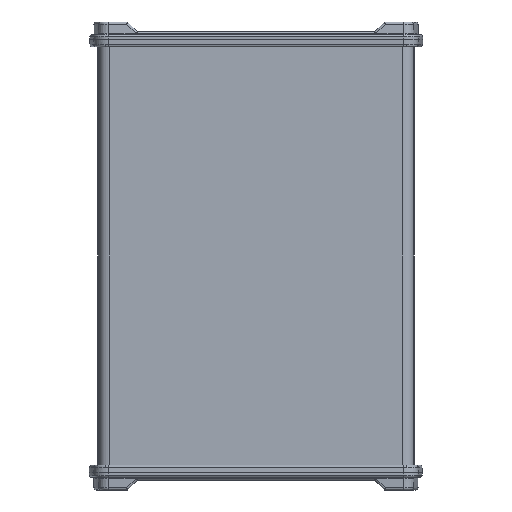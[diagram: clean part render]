
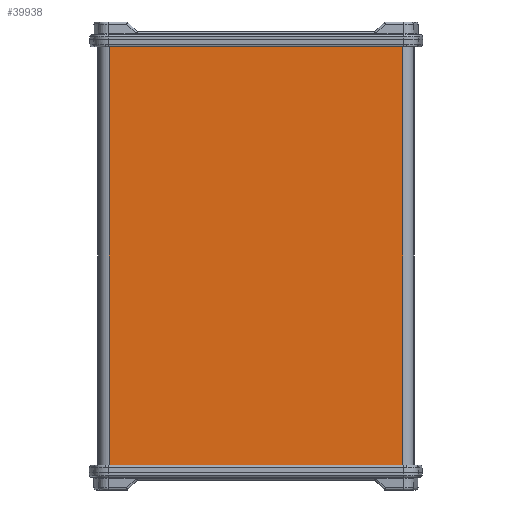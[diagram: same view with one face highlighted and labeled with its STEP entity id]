
A CAD part, front view. The second image highlights one B-rep face of the part: STEP entity #39938.
In plain terms, the highlighted planar face has unit normal (0, -1, 0).
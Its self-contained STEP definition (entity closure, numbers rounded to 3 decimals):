
#1765 = FACE_OUTER_BOUND ( 'NONE', #16625, .T. ) ;
#3823 = VECTOR ( 'NONE', #24040, 1000. ) ;
#4579 = CARTESIAN_POINT ( 'NONE',  ( -69.11, -32.2, 100. ) ) ;
#4651 = CARTESIAN_POINT ( 'NONE',  ( -69.11, -32.2, 100. ) ) ;
#4875 = VERTEX_POINT ( 'NONE', #38807 ) ;
#7744 = DIRECTION ( 'NONE',  ( 0., 0., -1. ) ) ;
#8397 = LINE ( 'NONE', #4579, #23242 ) ;
#9780 = DIRECTION ( 'NONE',  ( 1., 0., 0. ) ) ;
#11347 = VERTEX_POINT ( 'NONE', #33868 ) ;
#11514 = DIRECTION ( 'NONE',  ( 0., 1., 0. ) ) ;
#12346 = EDGE_CURVE ( 'NONE', #22370, #4875, #8397, .T. ) ;
#13786 = CARTESIAN_POINT ( 'NONE',  ( 69.11, -32.2, 100. ) ) ;
#16625 = EDGE_LOOP ( 'NONE', ( #33894, #37408, #22552, #21299 ) ) ;
#19450 = VERTEX_POINT ( 'NONE', #25992 ) ;
#20227 = AXIS2_PLACEMENT_3D ( 'NONE', #20949, #11514, #33680 ) ;
#20949 = CARTESIAN_POINT ( 'NONE',  ( -69.11, -32.2, 100. ) ) ;
#21299 = ORIENTED_EDGE ( 'NONE', *, *, #12346, .T. ) ;
#22370 = VERTEX_POINT ( 'NONE', #4651 ) ;
#22552 = ORIENTED_EDGE ( 'NONE', *, *, #28521, .F. ) ;
#23242 = VECTOR ( 'NONE', #7744, 1000. ) ;
#24040 = DIRECTION ( 'NONE',  ( 1., 0., 0. ) ) ;
#25400 = CARTESIAN_POINT ( 'NONE',  ( -69.11, -32.2, 100. ) ) ;
#25992 = CARTESIAN_POINT ( 'NONE',  ( 69.11, -32.2, -100. ) ) ;
#26121 = VECTOR ( 'NONE', #35933, 1000. ) ;
#28521 = EDGE_CURVE ( 'NONE', #22370, #11347, #32669, .T. ) ;
#30045 = LINE ( 'NONE', #36651, #3823 ) ;
#30497 = PLANE ( 'NONE',  #20227 ) ;
#30607 = EDGE_CURVE ( 'NONE', #4875, #19450, #30045, .T. ) ;
#32669 = LINE ( 'NONE', #25400, #40083 ) ;
#33680 = DIRECTION ( 'NONE',  ( 0., 0., 1. ) ) ;
#33868 = CARTESIAN_POINT ( 'NONE',  ( 69.11, -32.2, 100. ) ) ;
#33894 = ORIENTED_EDGE ( 'NONE', *, *, #30607, .T. ) ;
#34589 = LINE ( 'NONE', #13786, #26121 ) ;
#35933 = DIRECTION ( 'NONE',  ( 0., 0., -1. ) ) ;
#36651 = CARTESIAN_POINT ( 'NONE',  ( -69.11, -32.2, -100. ) ) ;
#37408 = ORIENTED_EDGE ( 'NONE', *, *, #38556, .F. ) ;
#38556 = EDGE_CURVE ( 'NONE', #11347, #19450, #34589, .T. ) ;
#38807 = CARTESIAN_POINT ( 'NONE',  ( -69.11, -32.2, -100. ) ) ;
#39938 = ADVANCED_FACE ( 'NONE', ( #1765 ), #30497, .F. ) ;
#40083 = VECTOR ( 'NONE', #9780, 1000. ) ;
